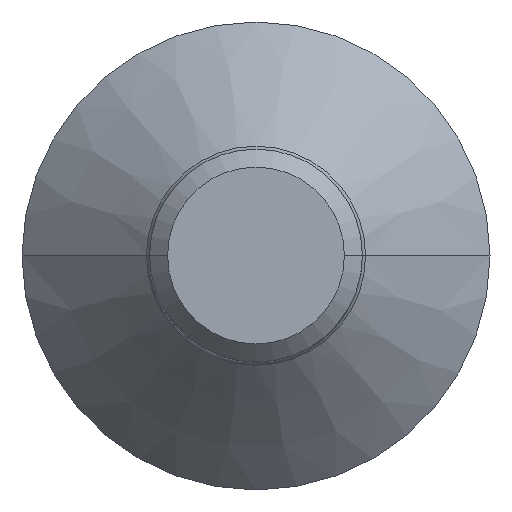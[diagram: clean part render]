
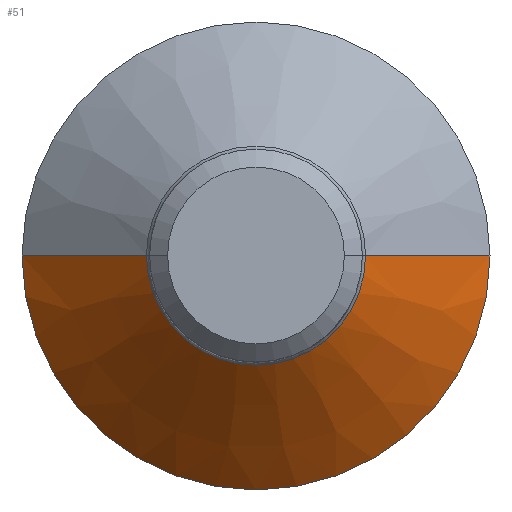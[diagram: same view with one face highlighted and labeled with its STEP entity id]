
A CAD part, top view. The second image highlights one B-rep face of the part: STEP entity #51.
In plain terms, the highlighted conical face has half-angle 45 degrees and reference radius 8.794 mm.
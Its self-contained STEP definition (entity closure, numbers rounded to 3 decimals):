
#8 = AXIS2_PLACEMENT_3D ( 'NONE', #50, #521, #729 ) ;
#40 = DIRECTION ( 'NONE',  ( -0.707, 0., -0.707 ) ) ;
#41 = VECTOR ( 'NONE', #469, 1000. ) ;
#50 = CARTESIAN_POINT ( 'NONE',  ( 0., 0., 0. ) ) ;
#51 = ADVANCED_FACE ( 'NONE', ( #642 ), #205, .T. ) ;
#74 = CIRCLE ( 'NONE', #8, 8.794 ) ;
#90 = EDGE_CURVE ( 'NONE', #786, #99, #93, .T. ) ;
#93 = LINE ( 'NONE', #128, #41 ) ;
#99 = VERTEX_POINT ( 'NONE', #739 ) ;
#128 = CARTESIAN_POINT ( 'NONE',  ( 8.794, 0., 0. ) ) ;
#150 = DIRECTION ( 'NONE',  ( 0., 0., -1. ) ) ;
#178 = LINE ( 'NONE', #249, #860 ) ;
#205 = CONICAL_SURFACE ( 'NONE', #685, 8.794, 0.785 ) ;
#226 = VERTEX_POINT ( 'NONE', #687 ) ;
#232 = DIRECTION ( 'NONE',  ( 0., 1., 0. ) ) ;
#249 = CARTESIAN_POINT ( 'NONE',  ( -8.794, 0., 0. ) ) ;
#259 = DIRECTION ( 'NONE',  ( 0., 0., -1. ) ) ;
#261 = AXIS2_PLACEMENT_3D ( 'NONE', #628, #150, #232 ) ;
#267 = ORIENTED_EDGE ( 'NONE', *, *, #705, .T. ) ;
#432 = VERTEX_POINT ( 'NONE', #574 ) ;
#469 = DIRECTION ( 'NONE',  ( 0.707, 0., -0.707 ) ) ;
#495 = ORIENTED_EDGE ( 'NONE', *, *, #90, .F. ) ;
#521 = DIRECTION ( 'NONE',  ( 0., 0., -1. ) ) ;
#522 = CARTESIAN_POINT ( 'NONE',  ( 4.117, 0., 4.677 ) ) ;
#540 = ORIENTED_EDGE ( 'NONE', *, *, #742, .F. ) ;
#574 = CARTESIAN_POINT ( 'NONE',  ( -8.794, 0., 0. ) ) ;
#586 = ORIENTED_EDGE ( 'NONE', *, *, #594, .T. ) ;
#594 = EDGE_CURVE ( 'NONE', #786, #226, #798, .T. ) ;
#628 = CARTESIAN_POINT ( 'NONE',  ( 0., 0., 4.677 ) ) ;
#642 = FACE_OUTER_BOUND ( 'NONE', #759, .T. ) ;
#685 = AXIS2_PLACEMENT_3D ( 'NONE', #799, #259, #734 ) ;
#687 = CARTESIAN_POINT ( 'NONE',  ( -4.117, 0., 4.677 ) ) ;
#705 = EDGE_CURVE ( 'NONE', #226, #432, #178, .T. ) ;
#729 = DIRECTION ( 'NONE',  ( -1., 0., 0. ) ) ;
#734 = DIRECTION ( 'NONE',  ( -1., 0., 0. ) ) ;
#739 = CARTESIAN_POINT ( 'NONE',  ( 8.794, 0., 0. ) ) ;
#742 = EDGE_CURVE ( 'NONE', #99, #432, #74, .T. ) ;
#759 = EDGE_LOOP ( 'NONE', ( #495, #586, #267, #540 ) ) ;
#786 = VERTEX_POINT ( 'NONE', #522 ) ;
#798 = CIRCLE ( 'NONE', #261, 4.117 ) ;
#799 = CARTESIAN_POINT ( 'NONE',  ( 0., 0., 0. ) ) ;
#860 = VECTOR ( 'NONE', #40, 1000. ) ;
